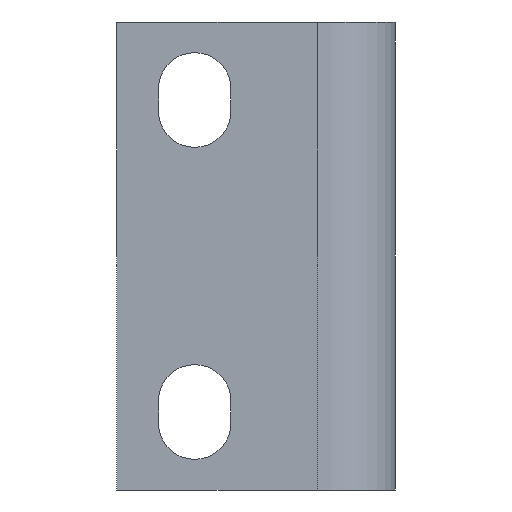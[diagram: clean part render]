
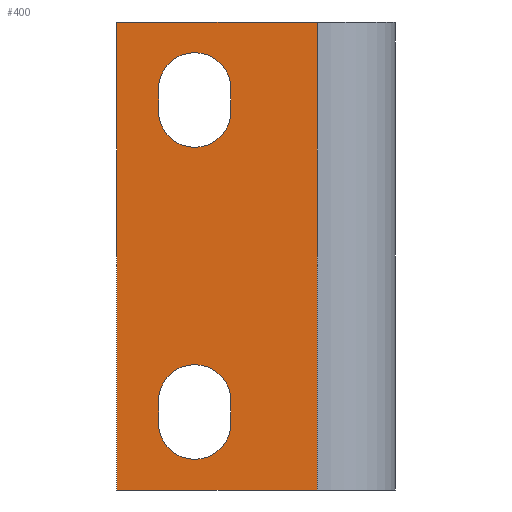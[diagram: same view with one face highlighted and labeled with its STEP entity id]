
A CAD part, left-side view. The second image highlights one B-rep face of the part: STEP entity #400.
In plain terms, the highlighted planar face has unit normal (-1, 0, 0).
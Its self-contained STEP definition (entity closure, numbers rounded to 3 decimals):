
#38=LINE('',#623,#76);
#41=LINE('',#629,#79);
#42=LINE('',#634,#80);
#43=LINE('',#637,#81);
#44=LINE('',#642,#82);
#45=LINE('',#645,#83);
#46=LINE('',#647,#84);
#47=LINE('',#649,#85);
#76=VECTOR('',#499,1000.);
#79=VECTOR('',#504,1000.);
#80=VECTOR('',#507,1000.);
#81=VECTOR('',#510,1000.);
#82=VECTOR('',#513,1000.);
#83=VECTOR('',#516,1000.);
#84=VECTOR('',#517,1000.);
#85=VECTOR('',#518,1000.);
#123=ORIENTED_EDGE('',*,*,#235,.F.);
#124=ORIENTED_EDGE('',*,*,#236,.F.);
#125=ORIENTED_EDGE('',*,*,#237,.F.);
#126=ORIENTED_EDGE('',*,*,#238,.F.);
#127=ORIENTED_EDGE('',*,*,#239,.F.);
#128=ORIENTED_EDGE('',*,*,#240,.F.);
#129=ORIENTED_EDGE('',*,*,#241,.F.);
#130=ORIENTED_EDGE('',*,*,#242,.F.);
#131=ORIENTED_EDGE('',*,*,#243,.T.);
#132=ORIENTED_EDGE('',*,*,#244,.F.);
#133=ORIENTED_EDGE('',*,*,#245,.F.);
#134=ORIENTED_EDGE('',*,*,#232,.T.);
#232=EDGE_CURVE('',#289,#288,#38,.T.);
#235=EDGE_CURVE('',#291,#292,#41,.T.);
#236=EDGE_CURVE('',#293,#291,#317,.F.);
#237=EDGE_CURVE('',#294,#293,#42,.T.);
#238=EDGE_CURVE('',#292,#294,#318,.F.);
#239=EDGE_CURVE('',#295,#296,#43,.T.);
#240=EDGE_CURVE('',#297,#295,#319,.F.);
#241=EDGE_CURVE('',#298,#297,#44,.T.);
#242=EDGE_CURVE('',#296,#298,#320,.F.);
#243=EDGE_CURVE('',#288,#299,#45,.T.);
#244=EDGE_CURVE('',#300,#299,#46,.T.);
#245=EDGE_CURVE('',#289,#300,#47,.T.);
#288=VERTEX_POINT('',#622);
#289=VERTEX_POINT('',#624);
#291=VERTEX_POINT('',#630);
#292=VERTEX_POINT('',#631);
#293=VERTEX_POINT('',#633);
#294=VERTEX_POINT('',#635);
#295=VERTEX_POINT('',#638);
#296=VERTEX_POINT('',#639);
#297=VERTEX_POINT('',#641);
#298=VERTEX_POINT('',#643);
#299=VERTEX_POINT('',#646);
#300=VERTEX_POINT('',#648);
#317=CIRCLE('',#441,3.25);
#318=CIRCLE('',#442,3.25);
#319=CIRCLE('',#443,3.25);
#320=CIRCLE('',#444,3.25);
#334=EDGE_LOOP('',(#123,#124,#125,#126));
#335=EDGE_LOOP('',(#127,#128,#129,#130));
#336=EDGE_LOOP('',(#131,#132,#133,#134));
#362=FACE_BOUND('',#334,.T.);
#363=FACE_BOUND('',#335,.T.);
#364=FACE_BOUND('',#336,.T.);
#388=PLANE('',#440);
#400=ADVANCED_FACE('',(#362,#363,#364),#388,.F.);
#440=AXIS2_PLACEMENT_3D('',#628,#502,#503);
#441=AXIS2_PLACEMENT_3D('',#632,#505,#506);
#442=AXIS2_PLACEMENT_3D('',#636,#508,#509);
#443=AXIS2_PLACEMENT_3D('',#640,#511,#512);
#444=AXIS2_PLACEMENT_3D('',#644,#514,#515);
#499=DIRECTION('',(0.,0.,-1.));
#502=DIRECTION('',(1.,0.,0.));
#503=DIRECTION('',(0.,0.,-1.));
#504=DIRECTION('',(0.,0.,-1.));
#505=DIRECTION('',(1.,0.,0.));
#506=DIRECTION('',(0.,0.,-1.));
#507=DIRECTION('',(0.,0.,1.));
#508=DIRECTION('',(1.,0.,0.));
#509=DIRECTION('',(0.,0.,-1.));
#510=DIRECTION('',(0.,0.,-1.));
#511=DIRECTION('',(1.,0.,0.));
#512=DIRECTION('',(0.,0.,-1.));
#513=DIRECTION('',(0.,0.,1.));
#514=DIRECTION('',(1.,0.,0.));
#515=DIRECTION('',(0.,0.,-1.));
#516=DIRECTION('',(0.,-1.,0.));
#517=DIRECTION('',(0.,0.,-1.));
#518=DIRECTION('',(0.,-1.,0.));
#622=CARTESIAN_POINT('',(0.,25.,-21.));
#623=CARTESIAN_POINT('',(0.,25.,21.));
#624=CARTESIAN_POINT('',(0.,25.,21.));
#628=CARTESIAN_POINT('',(0.,25.,21.));
#629=CARTESIAN_POINT('',(0.,21.25,21.));
#630=CARTESIAN_POINT('',(0.,21.25,15.));
#631=CARTESIAN_POINT('',(0.,21.25,13.));
#632=CARTESIAN_POINT('',(0.,18.,15.));
#633=CARTESIAN_POINT('',(0.,14.75,15.));
#634=CARTESIAN_POINT('',(0.,14.75,21.));
#635=CARTESIAN_POINT('',(0.,14.75,13.));
#636=CARTESIAN_POINT('',(0.,18.,13.));
#637=CARTESIAN_POINT('',(0.,21.25,21.));
#638=CARTESIAN_POINT('',(0.,21.25,-13.));
#639=CARTESIAN_POINT('',(0.,21.25,-15.));
#640=CARTESIAN_POINT('',(0.,18.,-13.));
#641=CARTESIAN_POINT('',(0.,14.75,-13.));
#642=CARTESIAN_POINT('',(0.,14.75,21.));
#643=CARTESIAN_POINT('',(0.,14.75,-15.));
#644=CARTESIAN_POINT('',(0.,18.,-15.));
#645=CARTESIAN_POINT('',(0.,25.,-21.));
#646=CARTESIAN_POINT('',(0.,7.,-21.));
#647=CARTESIAN_POINT('',(0.,7.,21.));
#648=CARTESIAN_POINT('',(0.,7.,21.));
#649=CARTESIAN_POINT('',(0.,25.,21.));
